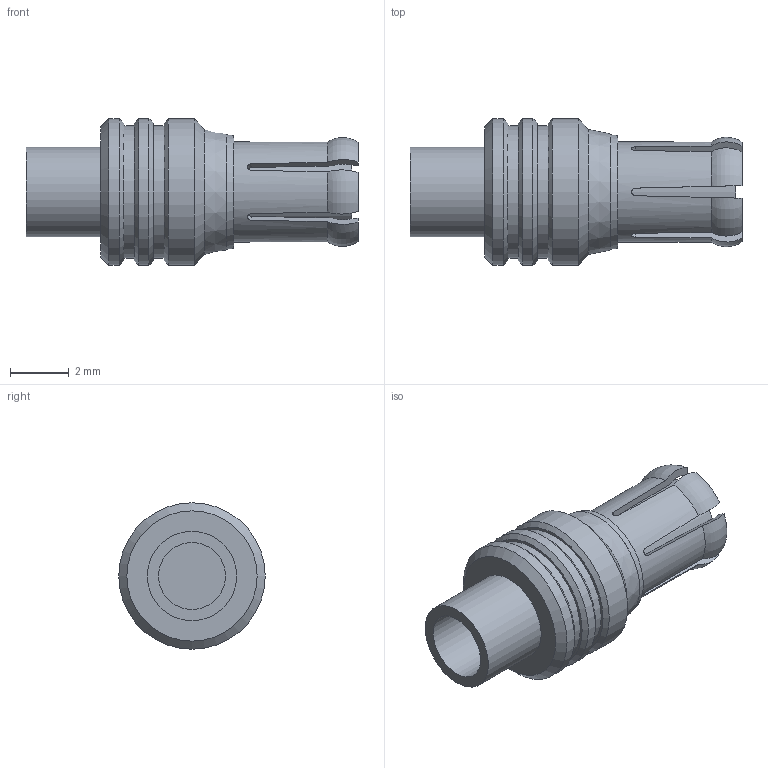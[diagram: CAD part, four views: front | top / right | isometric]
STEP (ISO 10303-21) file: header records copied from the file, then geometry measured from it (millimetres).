
FILE_DESCRIPTION (( 'STEP AP203' ), '1' );
FILE_NAME ('PE4876_3D.step', '2021-05-14T16:19:55', ( '' ), ( '' ), 'SwSTEP 2.0', 'SolidWorks 2020', '' );
FILE_SCHEMA (( 'CONFIG_CONTROL_DESIGN' ));
Length unit declared in the file: inch
Products named in the file (1): PE4876_3D
Bounding box: 11.33 x 5 x 5 mm (x, y, z)
Volume: 104.6 mm3; surface area: 297.2 mm2
Topology: 1 solids, 1 shells, 80 faces, 191 edges, 125 vertices
Faces by surface type: plane 33, cylinder 26, torus 12, cone 9
Full cylindrical faces by diameter (mm): 0.515 x1, 0.723 x1, 1.982 x1, 2.287 x1, 2.561 x1, 2.912 x1, 3.049 x1, 3.42 x1, 4.519 x2, 5.002 x3
Entity records: 2676 total; most frequent: CARTESIAN_POINT 968, ORIENTED_EDGE 330, DIRECTION 319, EDGE_CURVE 165, AXIS2_PLACEMENT_3D 146, VERTEX_POINT 121, EDGE_LOOP 114, FACE_OUTER_BOUND 93
